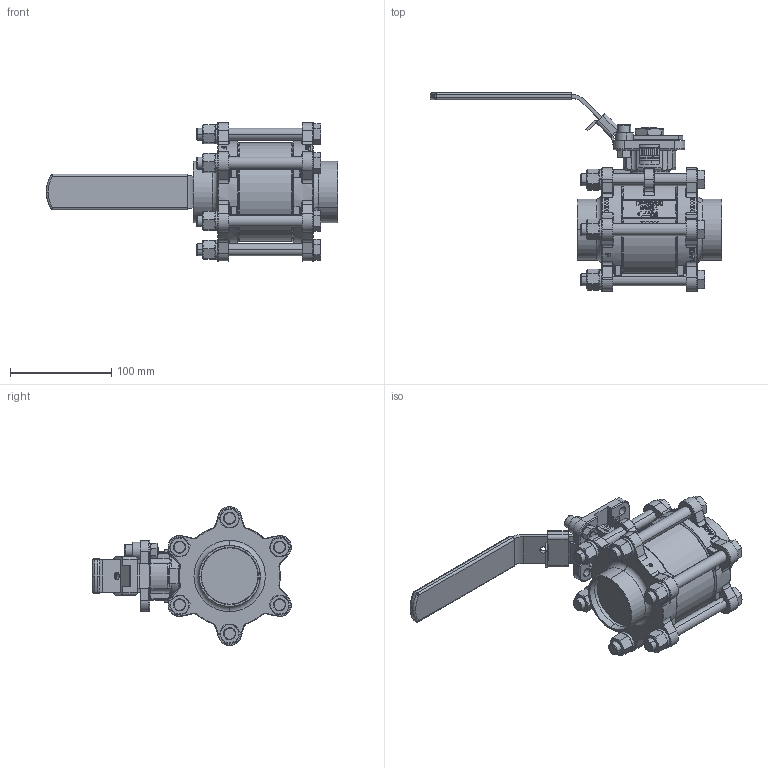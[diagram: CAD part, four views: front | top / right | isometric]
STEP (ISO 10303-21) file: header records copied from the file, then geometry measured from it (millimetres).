
FILE_DESCRIPTION (( 'STEP AP214' ), '1' );
FILE_NAME ('2718D.702 mit HH.STEP', '2025-06-25T09:42:39', ( '' ), ( '' ), 'SwSTEP 2.0', 'SolidWorks 2023', '' );
FILE_SCHEMA (( 'AUTOMOTIVE_DESIGN' ));
Length unit declared in the file: millimetre
Products named in the file (1): 2718D.702 mit HH
Bounding box: 288 x 196.06 x 137 mm (x, y, z)
Volume: 1098819.6 mm3; surface area: 200677.5 mm2
Topology: 29 solids, 31 shells, 1899 faces, 5025 edges, 3187 vertices
Faces by surface type: cylinder 563, plane 559, torus 252, cone 249, bspline 236, sphere 40
Entity records: 80450 total; most frequent: CARTESIAN_POINT 35279, ORIENTED_EDGE 9824, DIRECTION 8903, EDGE_CURVE 4912, AXIS2_PLACEMENT_3D 3597, VERTEX_POINT 3183, EDGE_LOOP 2083, CIRCLE 1933
